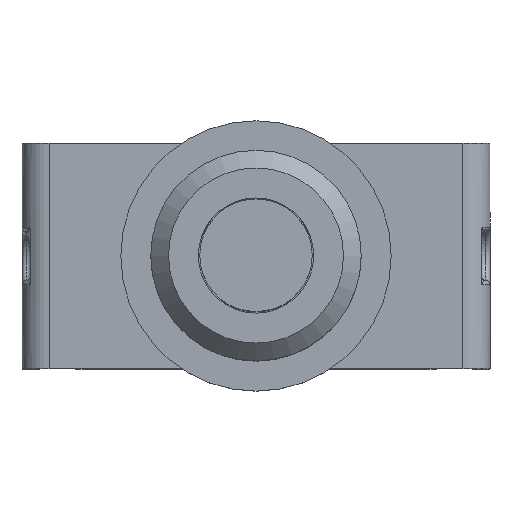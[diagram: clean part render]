
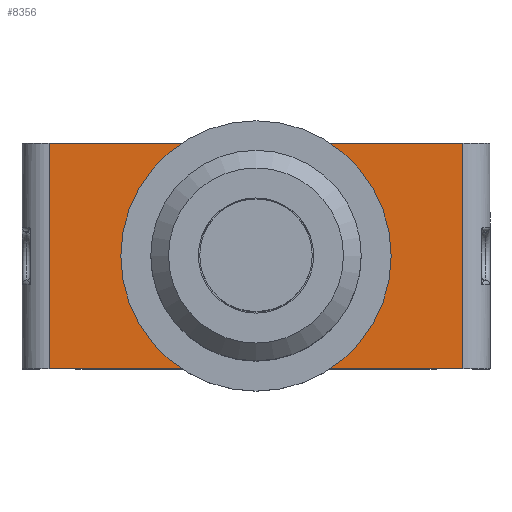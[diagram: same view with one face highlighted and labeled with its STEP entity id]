
A CAD part, top view. The second image highlights one B-rep face of the part: STEP entity #8356.
In plain terms, the highlighted planar face has unit normal (0, 0, 1).
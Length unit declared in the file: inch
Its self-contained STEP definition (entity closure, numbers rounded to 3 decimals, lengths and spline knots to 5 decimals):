
#8218=CARTESIAN_POINT('',(0.18386,0.1,0.30433));
#8219=VERTEX_POINT('',#8218);
#8227=CARTESIAN_POINT('',(0.18386,-0.1,0.30433));
#8228=VERTEX_POINT('',#8227);
#8229=CARTESIAN_POINT('',(0.18386,0.1,0.30433));
#8230=DIRECTION('',(0.0,-1.0,0.0));
#8231=VECTOR('',#8230,0.2);
#8232=LINE('',#8229,#8231);
#8233=EDGE_CURVE('',#8219,#8228,#8232,.T.);
#8326=CARTESIAN_POINT('',(0.20224,0.11,0.30433));
#8327=DIRECTION('',(0.0,0.0,1.0));
#8328=DIRECTION('',(1.0,0.0,0.0));
#8329=AXIS2_PLACEMENT_3D('',#8326,#8327,#8328);
#8330=PLANE('',#8329);
#8331=ORIENTED_EDGE('',*,*,#8233,.F.);
#8332=CARTESIAN_POINT('',(-0.18386,0.1,0.30433));
#8333=VERTEX_POINT('',#8332);
#8334=CARTESIAN_POINT('',(-0.18386,0.1,0.30433));
#8335=DIRECTION('',(1.0,0.0,0.0));
#8336=VECTOR('',#8335,0.36772);
#8337=LINE('',#8334,#8336);
#8338=EDGE_CURVE('',#8333,#8219,#8337,.T.);
#8339=ORIENTED_EDGE('',*,*,#8338,.F.);
#8340=CARTESIAN_POINT('',(-0.18386,-0.1,0.30433));
#8341=VERTEX_POINT('',#8340);
#8342=CARTESIAN_POINT('',(-0.18386,-0.1,0.30433));
#8343=DIRECTION('',(0.0,1.0,0.0));
#8344=VECTOR('',#8343,0.2);
#8345=LINE('',#8342,#8344);
#8346=EDGE_CURVE('',#8341,#8333,#8345,.T.);
#8347=ORIENTED_EDGE('',*,*,#8346,.F.);
#8348=CARTESIAN_POINT('',(0.18386,-0.1,0.30433));
#8349=DIRECTION('',(-1.0,0.0,0.0));
#8350=VECTOR('',#8349,0.36772);
#8351=LINE('',#8348,#8350);
#8352=EDGE_CURVE('',#8228,#8341,#8351,.T.);
#8353=ORIENTED_EDGE('',*,*,#8352,.F.);
#8354=EDGE_LOOP('',(#8331,#8339,#8347,#8353));
#8355=FACE_OUTER_BOUND('',#8354,.T.);
#8356=ADVANCED_FACE('',(#8355),#8330,.T.);
